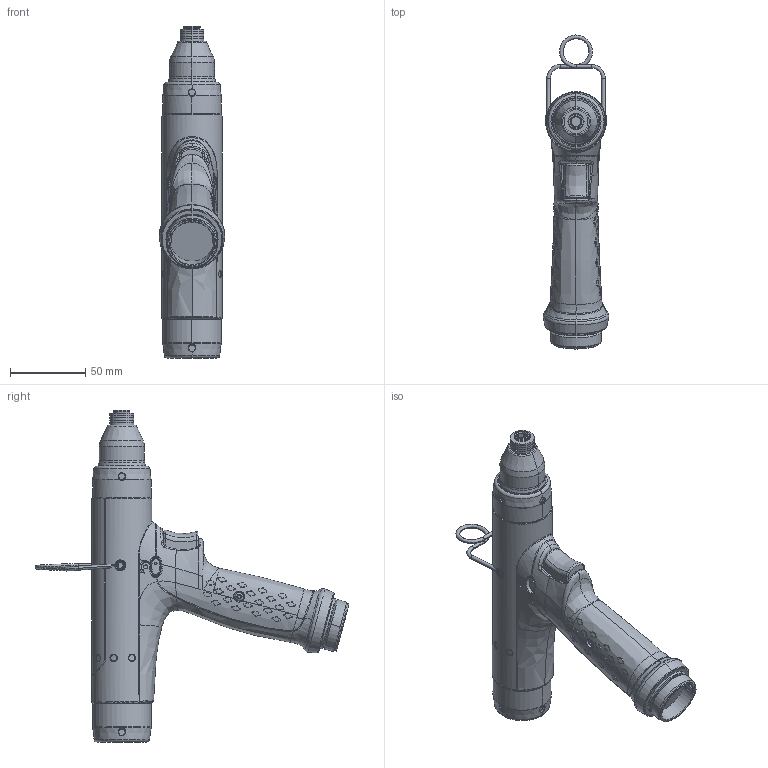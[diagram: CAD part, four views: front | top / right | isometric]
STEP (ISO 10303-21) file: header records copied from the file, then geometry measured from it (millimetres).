
FILE_DESCRIPTION((''),'2;1');
FILE_NAME('EXT_COMP_SW0006','2021-07-01T14:39:07',('INEVDh'),(''),'CREO PARAMETRIC BY PTC INC, 2020281','CREO PARAMETRIC BY PTC INC, 2020281','');
FILE_SCHEMA(('CONFIG_CONTROL_DESIGN'));
Products named in the file (1): EXT_COMP_SW0006
Bounding box: 43.61 x 208.74 x 220.71 mm (x, y, z)
Volume: 387210 mm3; surface area: 49969.5 mm2
Topology: 2 solids, 2 shells, 985 faces, 2447 edges, 1546 vertices
Faces by surface type: bspline 606, cylinder 135, plane 103, cone 77, torus 54, revolution 6, sphere 2, extrusion 2
Entity records: 75490 total; most frequent: CARTESIAN_POINT 56771, ORIENTED_EDGE 4894, EDGE_CURVE 2447, DIRECTION 2039, B_SPLINE_CURVE_WITH_KNOTS 1562, VERTEX_POINT 1546, EDGE_LOOP 1069, FACE_OUTER_BOUND 985
